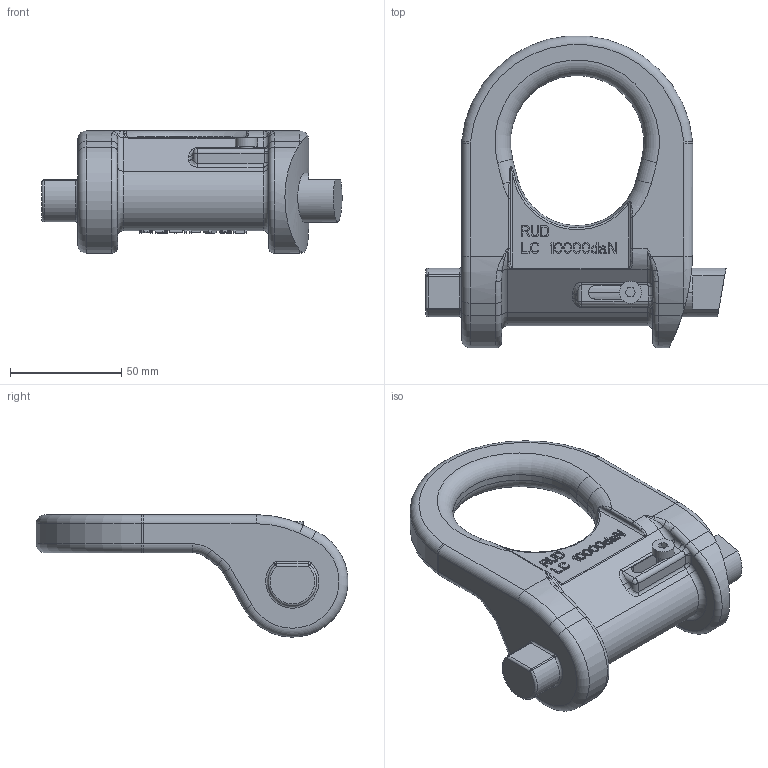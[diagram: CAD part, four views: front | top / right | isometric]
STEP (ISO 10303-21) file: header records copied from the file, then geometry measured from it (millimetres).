
FILE_DESCRIPTION((''),'2;1');
FILE_NAME('001-M35654-P-30_ASM','2019-04-04T',('Andreas.Wendler'),(''),'PRO/ENGINEER BY PARAMETRIC TECHNOLOGY CORPORATION, 2011490','PRO/ENGINEER BY PARAMETRIC TECHNOLOGY CORPORATION, 2011490','');
FILE_SCHEMA(('CONFIG_CONTROL_DESIGN'));
Length unit declared in the file: millimetre
Products named in the file (3): 001-M35654-P-3_AF0; 001-M35656-P-3; 001-M35654-P-30_ASM
Assembly tree (2 placements, depth 2):
  001-M35654-P-30_ASM
    001-M35654-P-3_AF0
    001-M35656-P-3
Bounding box: 135 x 140.3 x 55 mm (x, y, z)
Volume: 252426.4 mm3; surface area: 45705.3 mm2
Topology: 2 solids, 2 shells, 788 faces, 2146 edges, 1395 vertices
Faces by surface type: plane 634, cylinder 80, torus 38, bspline 33, sphere 3
Entity records: 26490 total; most frequent: CARTESIAN_POINT 6982, ORIENTED_EDGE 4292, DIRECTION 3630, EDGE_CURVE 2146, VECTOR 1622, LINE 1622, VERTEX_POINT 1395, AXIS2_PLACEMENT_3D 1004
